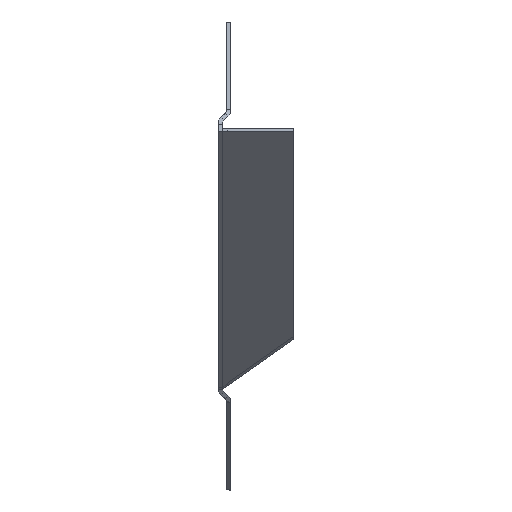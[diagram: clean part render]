
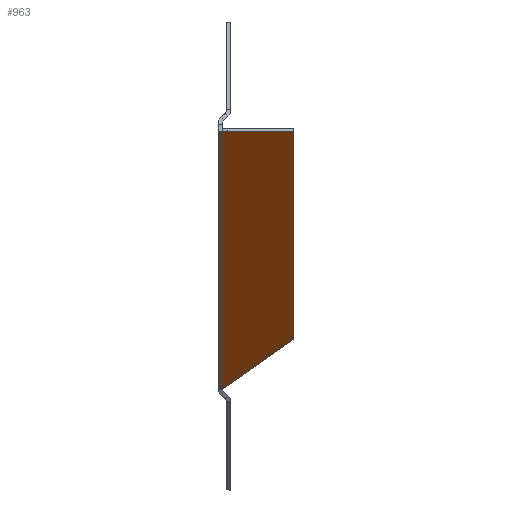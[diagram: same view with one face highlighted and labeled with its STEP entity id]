
A CAD part, left-side view. The second image highlights one B-rep face of the part: STEP entity #963.
In plain terms, the highlighted planar face has unit normal (-0.707, 0, -0.707).
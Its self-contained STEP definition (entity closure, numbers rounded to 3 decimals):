
#8 = PLANE ( 'NONE',  #117 ) ;
#42 = VERTEX_POINT ( 'NONE', #360 ) ;
#57 = VECTOR ( 'NONE', #374, 1000. ) ;
#104 = LINE ( 'NONE', #1171, #57 ) ;
#114 = ORIENTED_EDGE ( 'NONE', *, *, #1548, .T. ) ;
#117 = AXIS2_PLACEMENT_3D ( 'NONE', #421, #1211, #651 ) ;
#134 = VECTOR ( 'NONE', #1253, 1000. ) ;
#169 = EDGE_CURVE ( 'NONE', #1311, #268, #1493, .T. ) ;
#190 = EDGE_CURVE ( 'NONE', #1563, #1627, #1448, .T. ) ;
#243 = LINE ( 'NONE', #904, #1607 ) ;
#245 = CARTESIAN_POINT ( 'NONE',  ( -311.162, -12.3, -36.742 ) ) ;
#268 = VERTEX_POINT ( 'NONE', #1006 ) ;
#278 = CARTESIAN_POINT ( 'NONE',  ( -302.437, 0.7, -45.467 ) ) ;
#360 = CARTESIAN_POINT ( 'NONE',  ( -346.702, -1., -1.202 ) ) ;
#368 = FACE_OUTER_BOUND ( 'NONE', #912, .T. ) ;
#374 = DIRECTION ( 'NONE',  ( -0.707, 0., 0.707 ) ) ;
#388 = CARTESIAN_POINT ( 'NONE',  ( -302.882, -0.47, -45.022 ) ) ;
#421 = CARTESIAN_POINT ( 'NONE',  ( -173.952, 0., -173.952 ) ) ;
#436 = EDGE_CURVE ( 'NONE', #42, #1311, #243, .T. ) ;
#586 = VERTEX_POINT ( 'NONE', #1582 ) ;
#599 = DIRECTION ( 'NONE',  ( 0.707, 0., -0.707 ) ) ;
#650 = ORIENTED_EDGE ( 'NONE', *, *, #898, .T. ) ;
#651 = DIRECTION ( 'NONE',  ( 0.707, 0., -0.707 ) ) ;
#667 = CARTESIAN_POINT ( 'NONE',  ( -302.63, 0.091, -45.274 ) ) ;
#730 = DIRECTION ( 'NONE',  ( 0.5, 0.707, -0.5 ) ) ;
#777 = CARTESIAN_POINT ( 'NONE',  ( -302.523, 0.388, -45.381 ) ) ;
#778 = VECTOR ( 'NONE', #599, 1000. ) ;
#822 = EDGE_CURVE ( 'NONE', #586, #42, #1231, .T. ) ;
#879 = CARTESIAN_POINT ( 'NONE',  ( -303.172, -1., -44.732 ) ) ;
#898 = EDGE_CURVE ( 'NONE', #268, #1627, #1721, .T. ) ;
#904 = CARTESIAN_POINT ( 'NONE',  ( -346.702, -1., -1.202 ) ) ;
#912 = EDGE_LOOP ( 'NONE', ( #1481, #114, #1514, #1136, #1295, #650 ) ) ;
#963 = ADVANCED_FACE ( 'NONE', ( #368 ), #8, .F. ) ;
#1006 = CARTESIAN_POINT ( 'NONE',  ( -302.437, 0.7, -45.467 ) ) ;
#1032 = DIRECTION ( 'NONE',  ( 0., 1., 0. ) ) ;
#1077 = VECTOR ( 'NONE', #730, 1000. ) ;
#1113 = CARTESIAN_POINT ( 'NONE',  ( -346.702, 0., -1.202 ) ) ;
#1136 = ORIENTED_EDGE ( 'NONE', *, *, #436, .T. ) ;
#1171 = CARTESIAN_POINT ( 'NONE',  ( -173.952, -12.3, -173.952 ) ) ;
#1211 = DIRECTION ( 'NONE',  ( 0.707, 0., 0.707 ) ) ;
#1231 = LINE ( 'NONE', #1113, #134 ) ;
#1253 = DIRECTION ( 'NONE',  ( 0., 1., 0. ) ) ;
#1295 = ORIENTED_EDGE ( 'NONE', *, *, #169, .T. ) ;
#1309 = CARTESIAN_POINT ( 'NONE',  ( -346.702, 0.7, -1.202 ) ) ;
#1311 = VERTEX_POINT ( 'NONE', #1309 ) ;
#1391 = CARTESIAN_POINT ( 'NONE',  ( -301.702, 1.079, -46.202 ) ) ;
#1448 = LINE ( 'NONE', #1391, #1077 ) ;
#1469 = CARTESIAN_POINT ( 'NONE',  ( -303.027, -0.736, -44.877 ) ) ;
#1481 = ORIENTED_EDGE ( 'NONE', *, *, #190, .F. ) ;
#1493 = LINE ( 'NONE', #1512, #778 ) ;
#1512 = CARTESIAN_POINT ( 'NONE',  ( -173.952, 0.7, -173.952 ) ) ;
#1514 = ORIENTED_EDGE ( 'NONE', *, *, #822, .T. ) ;
#1548 = EDGE_CURVE ( 'NONE', #1563, #586, #104, .T. ) ;
#1563 = VERTEX_POINT ( 'NONE', #245 ) ;
#1582 = CARTESIAN_POINT ( 'NONE',  ( -346.702, -12.3, -1.202 ) ) ;
#1603 = CARTESIAN_POINT ( 'NONE',  ( -303.172, -1., -44.732 ) ) ;
#1607 = VECTOR ( 'NONE', #1032, 1000. ) ;
#1627 = VERTEX_POINT ( 'NONE', #879 ) ;
#1721 = B_SPLINE_CURVE_WITH_KNOTS ( 'NONE', 3,
 ( #278, #777, #667, #388, #1469, #1603 ),
 .UNSPECIFIED., .F., .F.,
 ( 4, 2, 4 ),
 ( 0.001, 0.002, 0.003 ),
 .UNSPECIFIED. ) ;
